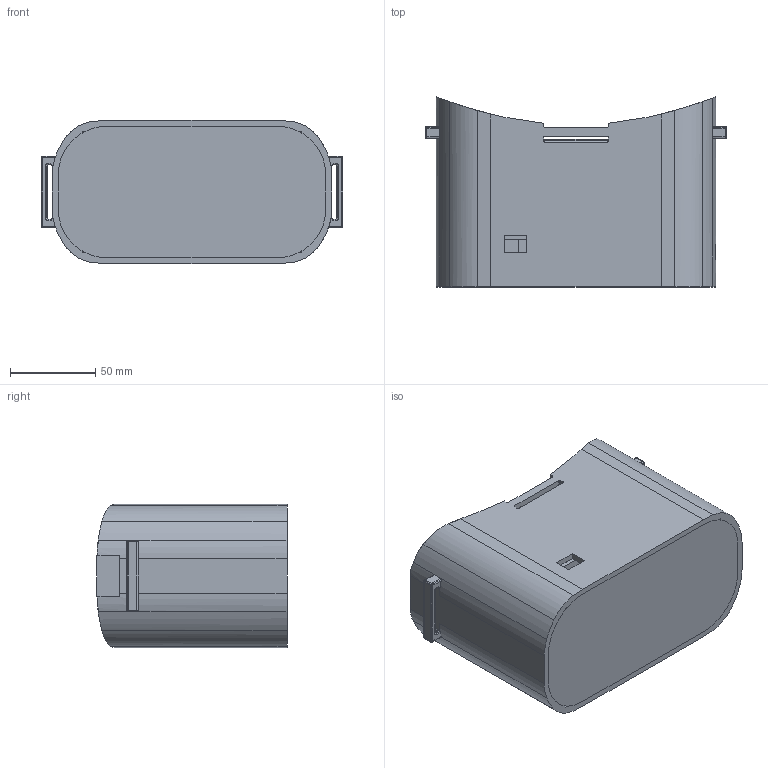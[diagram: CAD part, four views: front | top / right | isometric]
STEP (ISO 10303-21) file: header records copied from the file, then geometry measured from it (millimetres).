
FILE_DESCRIPTION(('CATIA V5 STEP Exchange'),'2;1');
FILE_NAME('mechanic.stp','2022-07-12T14:09:49+00:00',('none'),('none'),'CATIA Version 5 Release 21 GA (IN-10)','CATIA V5 STEP AP203','none');
FILE_SCHEMA(('CONFIG_CONTROL_DESIGN'));
Length unit declared in the file: millimetre
Products named in the file (1): (Unsaved)
Assembly tree (6 placements, depth 2):
  (Unsaved)
    #58
    #10864
    #14147
    #19147
    #19907
    #19930
Bounding box: 177 x 111.49 x 84 mm (x, y, z)
Volume: 302573.2 mm3; surface area: 195973.7 mm2
Topology: 5 solids, 5 shells, 596 faces, 1748 edges, 1164 vertices
Faces by surface type: plane 271, cylinder 249, bspline 33, sphere 18, torus 16, extrusion 9
Entity records: 22847 total; most frequent: CARTESIAN_POINT 8260, ORIENTED_EDGE 3484, DIRECTION 2219, EDGE_CURVE 1742, VERTEX_POINT 1164, VECTOR 971, LINE 962, AXIS2_PLACEMENT_3D 847
